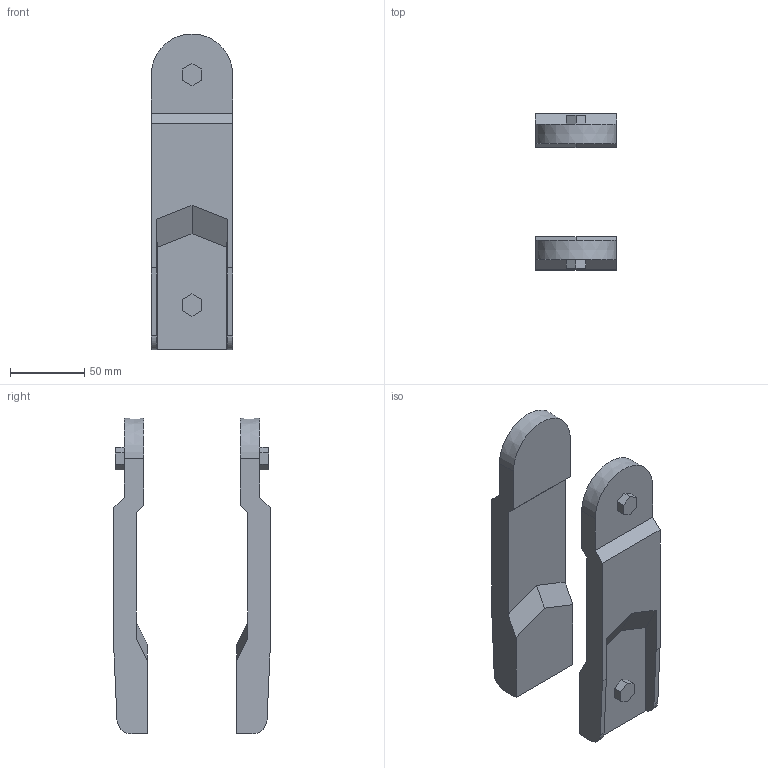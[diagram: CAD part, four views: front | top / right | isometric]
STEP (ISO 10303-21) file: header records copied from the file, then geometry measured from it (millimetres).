
FILE_DESCRIPTION(('STEP AP214'),'1');
FILE_NAME('cctmp_DB8CA10F-1B51-4A28-9DFE-73F967012B51_2020_3_3_16_56_45_379..stp','2020-03-03T15:56:45',('Bosch Rexroth AG'),('CADClick - www.CADClick.com'),'Spatial InterOp 3D',' ','unknown authorization - (Healing Option Enabled)');
FILE_SCHEMA(('AUTOMOTIVE_DESIGN'));
Length unit declared in the file: millimetre
Products named in the file (1): 1
Bounding box: 54.79 x 105 x 212.45 mm (x, y, z)
Volume: 307020.1 mm3; surface area: 65570.5 mm2
Topology: 2 solids, 2 shells, 70 faces, 186 edges, 124 vertices
Faces by surface type: plane 66, cone 2, cylinder 2
Entity records: 2722 total; most frequent: CARTESIAN_POINT 382, ORIENTED_EDGE 372, DIRECTION 342, EDGE_CURVE 186, LINE 174, VECTOR 174, VERTEX_POINT 124, AXIS2_PLACEMENT_3D 84
